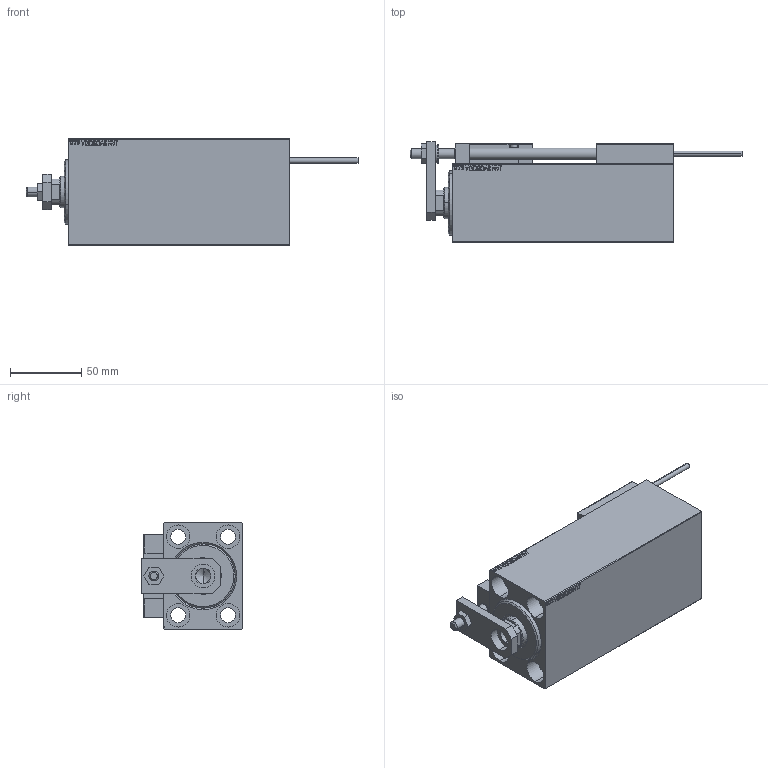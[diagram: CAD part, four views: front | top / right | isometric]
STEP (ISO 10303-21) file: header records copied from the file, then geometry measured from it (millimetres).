
FILE_DESCRIPTION (( 'STEP AP203' ), '1' );
FILE_NAME ('a0d4.STEP', '2022-04-17T00:04:25', ( '' ), ( '' ), 'SwSTEP 2.0', 'SolidWorks 2019', '' );
FILE_SCHEMA (( 'CONFIG_CONTROL_DESIGN' ));
Length unit declared in the file: millimetre
Products named in the file (15): ALLEN BOLT D5 9caf02d48b78169236d7c3d6d87269db; NUT_D12 9caf02d48b78169236d7c3d6d87269db; SWITCH X 9caf02d48b78169236d7c3d6d87269db; V450CM_VC_B 9caf02d48b78169236d7c3d6d87269db; SWITCH DIM B,W 9caf02d48b78169236d7c3d6d87269db; KONCOVKA 9caf02d48b78169236d7c3d6d87269db; ZARAZKA 9caf02d48b78169236d7c3d6d87269db; V450CM_C_Body 9caf02d48b78169236d7c3d6d87269db; TYC_L79 9caf02d48b78169236d7c3d6d87269db; a0d4; SWITCH_X_FRONT_BACK 9caf02d48b78169236d7c3d6d87269db; ALLEN BOLT D8 9caf02d48b78169236d7c3d6d87269db; Block 9caf02d48b78169236d7c3d6d87269db; V450CM_C_VCP 9caf02d48b78169236d7c3d6d87269db; MAGNET 9caf02d48b78169236d7c3d6d87269db
Assembly tree (24 placements, depth 3):
  a0d4
    V450CM_C_Body 9caf02d48b78169236d7c3d6d87269db
    SWITCH X 9caf02d48b78169236d7c3d6d87269db
      SWITCH_X_FRONT_BACK 9caf02d48b78169236d7c3d6d87269db  x2
      TYC_L79 9caf02d48b78169236d7c3d6d87269db
      Block 9caf02d48b78169236d7c3d6d87269db  x2
      ALLEN BOLT D5 9caf02d48b78169236d7c3d6d87269db  x4
      ALLEN BOLT D8 9caf02d48b78169236d7c3d6d87269db  x4
      MAGNET 9caf02d48b78169236d7c3d6d87269db  x2
      KONCOVKA 9caf02d48b78169236d7c3d6d87269db  x2
    NUT_D12 9caf02d48b78169236d7c3d6d87269db
    SWITCH DIM B,W 9caf02d48b78169236d7c3d6d87269db
    ZARAZKA 9caf02d48b78169236d7c3d6d87269db
    V450CM_C_VCP 9caf02d48b78169236d7c3d6d87269db
    V450CM_VC_B 9caf02d48b78169236d7c3d6d87269db
Bounding box: 232.7 x 70.5 x 75 mm (x, y, z)
Volume: 584335.5 mm3; surface area: 130150 mm2
Topology: 23 solids, 23 shells, 1278 faces, 3064 edges, 1959 vertices
Faces by surface type: plane 560, bspline 380, cylinder 184, cone 106, torus 44, sphere 4
Entity records: 50115 total; most frequent: CARTESIAN_POINT 25898, ORIENTED_EDGE 5148, DIRECTION 3454, EDGE_CURVE 2574, VERTEX_POINT 1683, VECTOR 1480, LINE 1480, EDGE_LOOP 1187
